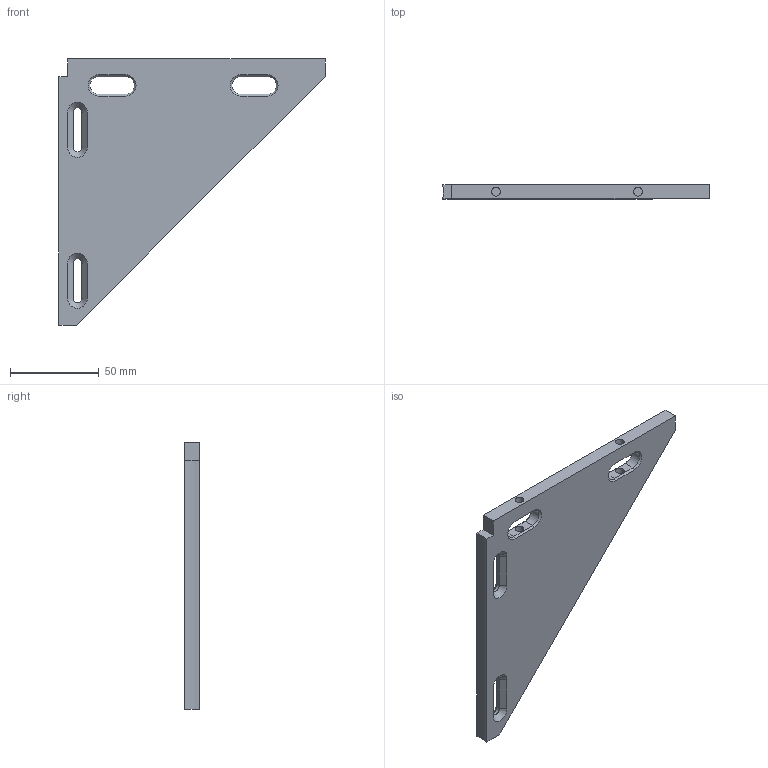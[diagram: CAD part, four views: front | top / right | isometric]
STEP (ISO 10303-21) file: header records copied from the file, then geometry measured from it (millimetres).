
FILE_DESCRIPTION(('FreeCAD Model'),'2;1');
FILE_NAME('Open CASCADE Shape Model','2022-02-04T16:44:22',('Author'),( ''),'Open CASCADE STEP processor 7.5','FreeCAD','Unknown');
FILE_SCHEMA(('AUTOMOTIVE_DESIGN { 1 0 10303 214 1 1 1 1 }'));
Length unit declared in the file: millimetre
Products named in the file (1): triangle tech draw
Bounding box: 150 x 8 x 150 mm (x, y, z)
Volume: 93429.6 mm3; surface area: 29991.5 mm2
Topology: 1 solids, 1 shells, 63 faces, 145 edges, 86 vertices
Faces by surface type: plane 34, cone 16, cylinder 13
Full cylindrical faces by diameter (mm): 5 x4
Entity records: 3703 total; most frequent: CARTESIAN_POINT 639, DIRECTION 596, LINE 367, VECTOR 367, ORIENTED_EDGE 290, PCURVE 290, DEFINITIONAL_REPRESENTATION 290, EDGE_CURVE 145
